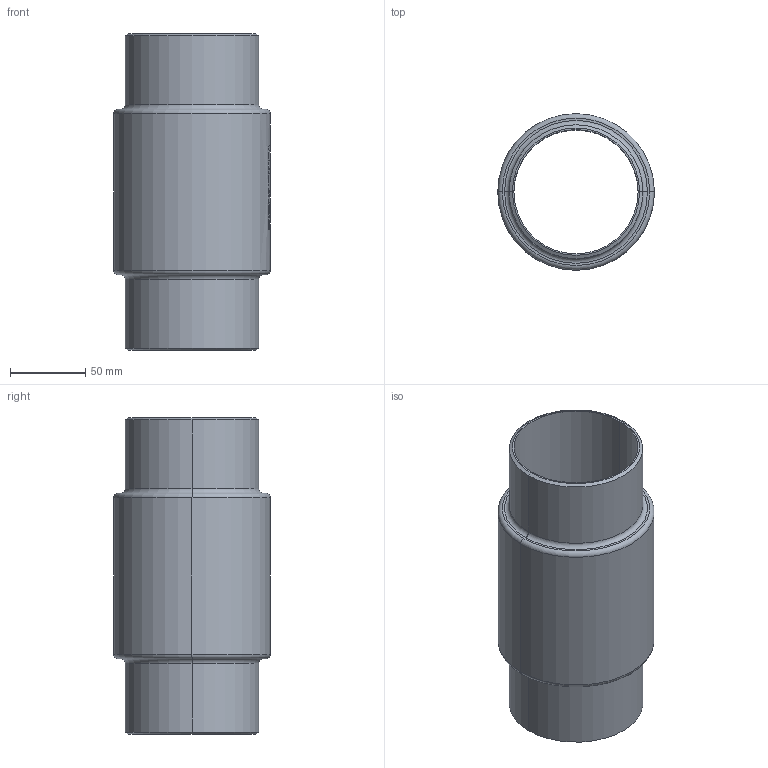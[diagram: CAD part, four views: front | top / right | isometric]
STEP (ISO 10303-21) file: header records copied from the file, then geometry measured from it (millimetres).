
FILE_DESCRIPTION (( 'STEP AP214' ), '1' );
FILE_NAME ('7110000_DN080_ PN40_51420188.STEP', '2022-03-07T10:12:28', ( 'axxx' ), ( 'Hewlett-Packard Company' ), 'SwSTEP 2.0', 'SolidWorks 2019', '' );
FILE_SCHEMA (( 'AUTOMOTIVE_DESIGN' ));
Length unit declared in the file: millimetre
Products named in the file (1): 7110000_DN080_ PN40_51420188
Bounding box: 103.9 x 103.9 x 210 mm (x, y, z)
Volume: 428881.1 mm3; surface area: 126398.1 mm2
Topology: 1 solids, 1 shells, 530 faces, 1410 edges, 936 vertices
Faces by surface type: bspline 239, plane 233, cylinder 46, torus 8, cone 4
Entity records: 30329 total; most frequent: CARTESIAN_POINT 18830, ORIENTED_EDGE 2820, DIRECTION 1551, EDGE_CURVE 1410, VERTEX_POINT 936, LINE 739, VECTOR 739, EDGE_LOOP 586
